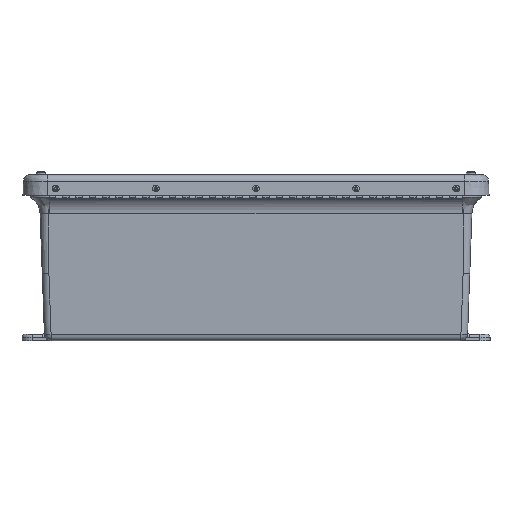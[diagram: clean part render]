
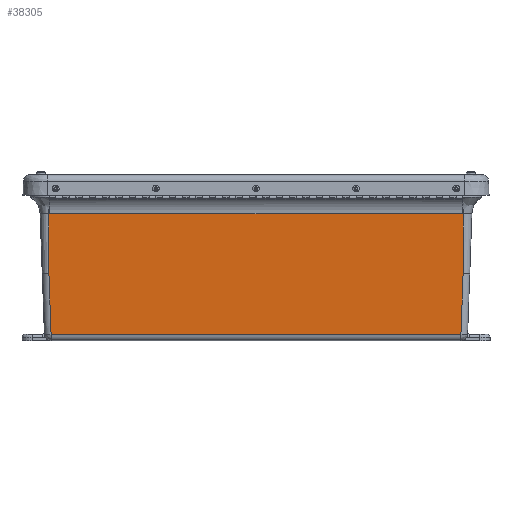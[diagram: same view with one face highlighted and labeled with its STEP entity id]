
A CAD part, left-side view. The second image highlights one B-rep face of the part: STEP entity #38305.
In plain terms, the highlighted planar face has unit normal (-0.999, 0, -0.036).
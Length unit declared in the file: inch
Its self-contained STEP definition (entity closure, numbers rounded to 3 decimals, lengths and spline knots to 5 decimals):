
#263 = VECTOR ( 'NONE', #27781, 39.37008 ) ;
#428 = ORIENTED_EDGE ( 'NONE', *, *, #24186, .F. ) ;
#2448 = CARTESIAN_POINT ( 'NONE',  ( -7.07265, -7.72581, -1.24309 ) ) ;
#2598 = CARTESIAN_POINT ( 'NONE',  ( -7.07265, -7.74693, -1.243 ) ) ;
#3166 = VERTEX_POINT ( 'NONE', #29352 ) ;
#3395 = LINE ( 'NONE', #42693, #39270 ) ;
#5336 = EDGE_CURVE ( 'NONE', #40872, #13179, #25214, .T. ) ;
#7529 = EDGE_LOOP ( 'NONE', ( #19595, #17590, #9945, #428, #16779, #33152, #22662, #26226 ) ) ;
#8314 = VECTOR ( 'NONE', #38313, 39.37008 ) ;
#9288 = CARTESIAN_POINT ( 'NONE',  ( -6.99204, 7.7575, -3.488 ) ) ;
#9635 = DIRECTION ( 'NONE',  ( 0., 1., 0. ) ) ;
#9945 = ORIENTED_EDGE ( 'NONE', *, *, #43243, .T. ) ;
#10501 = VERTEX_POINT ( 'NONE', #19782 ) ;
#11504 = CARTESIAN_POINT ( 'NONE',  ( -7.11712, 7.7575, -0.00449 ) ) ;
#13179 = VERTEX_POINT ( 'NONE', #35459 ) ;
#14285 = LINE ( 'NONE', #24305, #8314 ) ;
#16779 = ORIENTED_EDGE ( 'NONE', *, *, #31536, .T. ) ;
#16858 = B_SPLINE_CURVE_WITH_KNOTS ( 'NONE', 3,
 ( #2448, #23519, #2598, #27007 ),
 .UNSPECIFIED., .F., .F.,
 ( 4, 4 ),
 ( 0., 1. ),
 .UNSPECIFIED. ) ;
#17590 = ORIENTED_EDGE ( 'NONE', *, *, #24543, .T. ) ;
#17748 = LINE ( 'NONE', #38993, #43713 ) ;
#18151 = AXIS2_PLACEMENT_3D ( 'NONE', #11504, #23117, #28983 ) ;
#18315 = DIRECTION ( 'NONE',  ( 0.036, -0.036, -0.999 ) ) ;
#19298 = CARTESIAN_POINT ( 'NONE',  ( -7.07265, 7.73637, -1.24309 ) ) ;
#19595 = ORIENTED_EDGE ( 'NONE', *, *, #25850, .F. ) ;
#19782 = CARTESIAN_POINT ( 'NONE',  ( -7.07266, -7.7575, -1.24282 ) ) ;
#20752 = CARTESIAN_POINT ( 'NONE',  ( -6.99204, -7.7575, -3.488 ) ) ;
#22662 = ORIENTED_EDGE ( 'NONE', *, *, #31285, .F. ) ;
#22796 = CARTESIAN_POINT ( 'NONE',  ( -7.07265, 7.7258, -1.24309 ) ) ;
#23065 = CARTESIAN_POINT ( 'NONE',  ( -7.07265, 7.7575, -1.24309 ) ) ;
#23117 = DIRECTION ( 'NONE',  ( -0.999, 0., -0.036 ) ) ;
#23519 = CARTESIAN_POINT ( 'NONE',  ( -7.07265, -7.73637, -1.24309 ) ) ;
#24186 = EDGE_CURVE ( 'NONE', #39610, #38695, #44372, .T. ) ;
#24305 = CARTESIAN_POINT ( 'NONE',  ( -6.9105, -7.67596, -5.75897 ) ) ;
#24543 = EDGE_CURVE ( 'NONE', #3166, #36482, #28566, .T. ) ;
#25214 = LINE ( 'NONE', #23065, #43591 ) ;
#25534 = PLANE ( 'NONE',  #18151 ) ;
#25850 = EDGE_CURVE ( 'NONE', #3166, #13179, #33959, .T. ) ;
#26186 = CARTESIAN_POINT ( 'NONE',  ( -6.9105, 0., -5.75897 ) ) ;
#26226 = ORIENTED_EDGE ( 'NONE', *, *, #5336, .T. ) ;
#26842 = CARTESIAN_POINT ( 'NONE',  ( -7.07265, -7.72581, -1.24309 ) ) ;
#27007 = CARTESIAN_POINT ( 'NONE',  ( -7.07266, -7.7575, -1.24282 ) ) ;
#27735 = VERTEX_POINT ( 'NONE', #20752 ) ;
#27781 = DIRECTION ( 'NONE',  ( 0.036, 0., -0.999 ) ) ;
#27933 = CARTESIAN_POINT ( 'NONE',  ( -7.11712, 7.7575, -0.00449 ) ) ;
#28196 = CARTESIAN_POINT ( 'NONE',  ( -6.9105, 7.67596, -5.75897 ) ) ;
#28566 = LINE ( 'NONE', #27933, #263 ) ;
#28983 = DIRECTION ( 'NONE',  ( 0.036, 0., -0.999 ) ) ;
#29352 = CARTESIAN_POINT ( 'NONE',  ( -7.07266, 7.7575, -1.24282 ) ) ;
#30039 = CARTESIAN_POINT ( 'NONE',  ( -6.9105, -7.67596, -5.75897 ) ) ;
#31285 = EDGE_CURVE ( 'NONE', #40872, #10501, #16858, .T. ) ;
#31536 = EDGE_CURVE ( 'NONE', #39610, #27735, #14285, .T. ) ;
#32606 = CARTESIAN_POINT ( 'NONE',  ( -7.07265, 7.74694, -1.243 ) ) ;
#33152 = ORIENTED_EDGE ( 'NONE', *, *, #36234, .T. ) ;
#33959 = B_SPLINE_CURVE_WITH_KNOTS ( 'NONE', 3,
 ( #36529, #32606, #19298, #22796 ),
 .UNSPECIFIED., .F., .F.,
 ( 4, 4 ),
 ( 0., 1. ),
 .UNSPECIFIED. ) ;
#35459 = CARTESIAN_POINT ( 'NONE',  ( -7.07265, 7.7258, -1.24309 ) ) ;
#36234 = EDGE_CURVE ( 'NONE', #27735, #10501, #3395, .T. ) ;
#36317 = FACE_OUTER_BOUND ( 'NONE', #7529, .T. ) ;
#36418 = DIRECTION ( 'NONE',  ( 0., 1., 0. ) ) ;
#36482 = VERTEX_POINT ( 'NONE', #9288 ) ;
#36529 = CARTESIAN_POINT ( 'NONE',  ( -7.07266, 7.7575, -1.24282 ) ) ;
#38305 = ADVANCED_FACE ( 'NONE', ( #36317 ), #25534, .T. ) ;
#38313 = DIRECTION ( 'NONE',  ( -0.036, -0.036, 0.999 ) ) ;
#38695 = VERTEX_POINT ( 'NONE', #28196 ) ;
#38993 = CARTESIAN_POINT ( 'NONE',  ( -6.99204, 7.7575, -3.488 ) ) ;
#39270 = VECTOR ( 'NONE', #39500, 39.37008 ) ;
#39500 = DIRECTION ( 'NONE',  ( -0.036, 0., 0.999 ) ) ;
#39610 = VERTEX_POINT ( 'NONE', #30039 ) ;
#40047 = VECTOR ( 'NONE', #36418, 39.37008 ) ;
#40872 = VERTEX_POINT ( 'NONE', #26842 ) ;
#42693 = CARTESIAN_POINT ( 'NONE',  ( -7.11712, -7.7575, -0.00449 ) ) ;
#43243 = EDGE_CURVE ( 'NONE', #36482, #38695, #17748, .T. ) ;
#43591 = VECTOR ( 'NONE', #9635, 39.37008 ) ;
#43713 = VECTOR ( 'NONE', #18315, 39.37008 ) ;
#44372 = LINE ( 'NONE', #26186, #40047 ) ;
